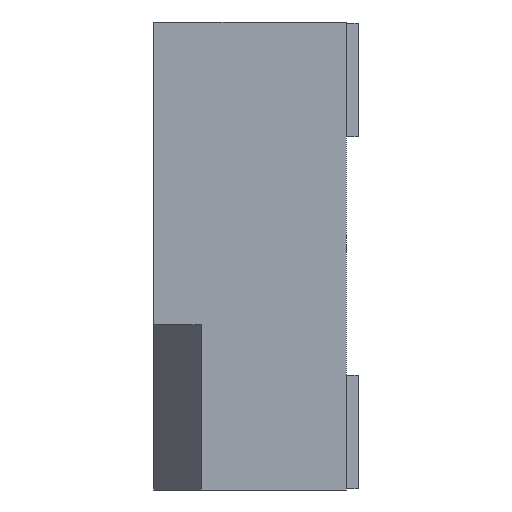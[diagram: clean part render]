
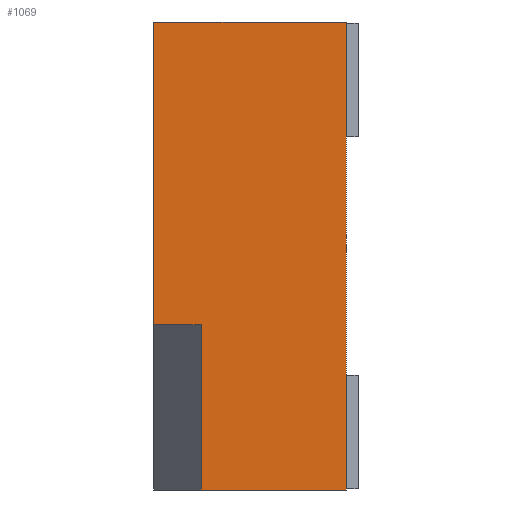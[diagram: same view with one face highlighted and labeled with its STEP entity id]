
A CAD part, left-side view. The second image highlights one B-rep face of the part: STEP entity #1069.
In plain terms, the highlighted planar face has unit normal (-1, 0, 0).
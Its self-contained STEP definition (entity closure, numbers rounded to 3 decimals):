
#66 = CARTESIAN_POINT ( 'NONE',  ( -2.56, 1.23, -1.98 ) ) ;
#85 = CARTESIAN_POINT ( 'NONE',  ( -2.56, 1.23, -0.58 ) ) ;
#138 = VECTOR ( 'NONE', #1133, 1000. ) ;
#146 = ORIENTED_EDGE ( 'NONE', *, *, #1371, .F. ) ;
#153 = LINE ( 'NONE', #1606, #1144 ) ;
#233 = DIRECTION ( 'NONE',  ( 0., 0., 1. ) ) ;
#249 = EDGE_LOOP ( 'NONE', ( #940, #611, #146, #1838, #1535, #1550 ) ) ;
#449 = DIRECTION ( 'NONE',  ( 1., 0., 0. ) ) ;
#534 = VECTOR ( 'NONE', #565, 1000. ) ;
#559 = DIRECTION ( 'NONE',  ( 0., -1., 0. ) ) ;
#565 = DIRECTION ( 'NONE',  ( 0., 1., 0. ) ) ;
#596 = VERTEX_POINT ( 'NONE', #1706 ) ;
#611 = ORIENTED_EDGE ( 'NONE', *, *, #1447, .F. ) ;
#614 = VERTEX_POINT ( 'NONE', #85 ) ;
#634 = VERTEX_POINT ( 'NONE', #1113 ) ;
#648 = VECTOR ( 'NONE', #233, 1000. ) ;
#694 = LINE ( 'NONE', #1155, #534 ) ;
#706 = VERTEX_POINT ( 'NONE', #1157 ) ;
#776 = CARTESIAN_POINT ( 'NONE',  ( -2.56, 1.63, -1.98 ) ) ;
#828 = LINE ( 'NONE', #1007, #1586 ) ;
#853 = LINE ( 'NONE', #776, #975 ) ;
#858 = CARTESIAN_POINT ( 'NONE',  ( -2.56, 0., 1.98 ) ) ;
#907 = FACE_OUTER_BOUND ( 'NONE', #249, .T. ) ;
#940 = ORIENTED_EDGE ( 'NONE', *, *, #1509, .F. ) ;
#950 = DIRECTION ( 'NONE',  ( 0., -1., 0. ) ) ;
#975 = VECTOR ( 'NONE', #950, 1000. ) ;
#984 = CARTESIAN_POINT ( 'NONE',  ( -2.56, 0., 1.98 ) ) ;
#1007 = CARTESIAN_POINT ( 'NONE',  ( -2.56, 1.63, 1.98 ) ) ;
#1069 = ADVANCED_FACE ( 'NONE', ( #907 ), #1343, .F. ) ;
#1075 = CARTESIAN_POINT ( 'NONE',  ( -2.56, 0., -1.98 ) ) ;
#1113 = CARTESIAN_POINT ( 'NONE',  ( -2.56, 1.63, -0.58 ) ) ;
#1133 = DIRECTION ( 'NONE',  ( 0., 0., 1. ) ) ;
#1144 = VECTOR ( 'NONE', #559, 1000. ) ;
#1147 = LINE ( 'NONE', #984, #648 ) ;
#1155 = CARTESIAN_POINT ( 'NONE',  ( -2.56, 1.23, -0.58 ) ) ;
#1157 = CARTESIAN_POINT ( 'NONE',  ( -2.56, 1.23, -1.98 ) ) ;
#1217 = LINE ( 'NONE', #66, #138 ) ;
#1321 = DIRECTION ( 'NONE',  ( 0., 0., 1. ) ) ;
#1343 = PLANE ( 'NONE',  #1842 ) ;
#1361 = EDGE_CURVE ( 'NONE', #706, #1673, #853, .T. ) ;
#1371 = EDGE_CURVE ( 'NONE', #706, #614, #1217, .T. ) ;
#1396 = EDGE_CURVE ( 'NONE', #1673, #1470, #1147, .T. ) ;
#1447 = EDGE_CURVE ( 'NONE', #614, #634, #694, .T. ) ;
#1470 = VERTEX_POINT ( 'NONE', #858 ) ;
#1475 = CARTESIAN_POINT ( 'NONE',  ( -2.56, 1.63, 1.98 ) ) ;
#1509 = EDGE_CURVE ( 'NONE', #634, #596, #828, .T. ) ;
#1535 = ORIENTED_EDGE ( 'NONE', *, *, #1396, .T. ) ;
#1550 = ORIENTED_EDGE ( 'NONE', *, *, #1771, .F. ) ;
#1586 = VECTOR ( 'NONE', #1321, 1000. ) ;
#1606 = CARTESIAN_POINT ( 'NONE',  ( -2.56, 1.63, 1.98 ) ) ;
#1611 = DIRECTION ( 'NONE',  ( 0., 0., -1. ) ) ;
#1673 = VERTEX_POINT ( 'NONE', #1075 ) ;
#1706 = CARTESIAN_POINT ( 'NONE',  ( -2.56, 1.63, 1.98 ) ) ;
#1771 = EDGE_CURVE ( 'NONE', #596, #1470, #153, .T. ) ;
#1838 = ORIENTED_EDGE ( 'NONE', *, *, #1361, .T. ) ;
#1842 = AXIS2_PLACEMENT_3D ( 'NONE', #1475, #449, #1611 ) ;
